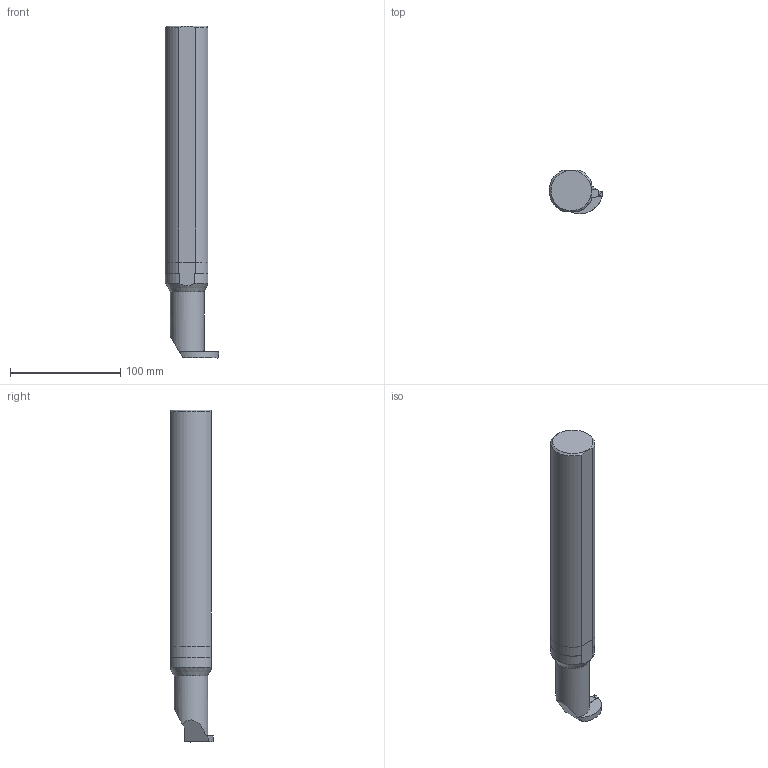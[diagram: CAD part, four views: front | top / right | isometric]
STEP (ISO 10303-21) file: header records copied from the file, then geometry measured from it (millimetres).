
FILE_DESCRIPTION(/* description */ (''),/* implementation_level */ '2;1');
FILE_NAME(/* name */ 'A40T-CGGL06.stp',/* time_stamp */ '2018-03-29T15:44:53+05:00',/* author */ (''),/* organization */ (''),/* preprocessor_version */ 'ST-DEVELOPER v16',/* originating_system */ 'SIEMENS PLM Software NX 11.0',/* authorisation */ '');
FILE_SCHEMA (('AUTOMOTIVE_DESIGN { 1 0 10303 214 3 1 1 1 }'));
Length unit declared in the file: millimetre
Products named in the file (1): inpu6439g2l7
Bounding box: 48.69 x 38.99 x 301 mm (x, y, z)
Volume: 328184.4 mm3; surface area: 40636.9 mm2
Topology: 3 solids, 3 shells, 69 faces, 186 edges, 123 vertices
Faces by surface type: plane 51, cylinder 16, cone 2
Full cylindrical faces by diameter (mm): 30.5 x1
Entity records: 2208 total; most frequent: CARTESIAN_POINT 403, DIRECTION 364, ORIENTED_EDGE 360, EDGE_CURVE 180, LINE 130, VECTOR 130, VERTEX_POINT 120, AXIS2_PLACEMENT_3D 117
